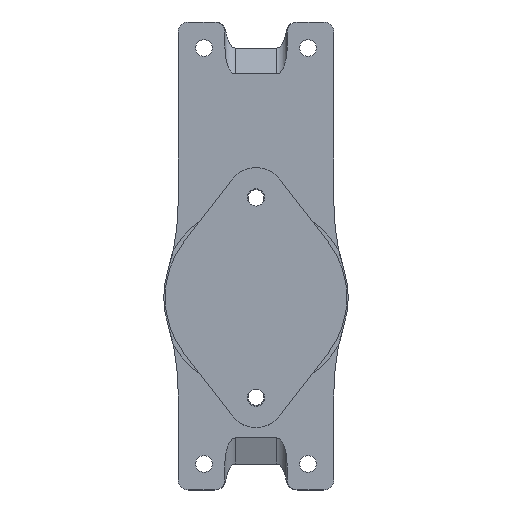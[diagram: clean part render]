
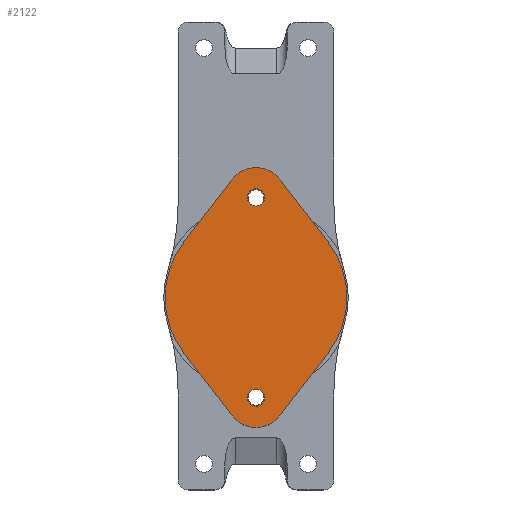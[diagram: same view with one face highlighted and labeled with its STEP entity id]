
A CAD part, top view. The second image highlights one B-rep face of the part: STEP entity #2122.
In plain terms, the highlighted planar face has unit normal (0, 0, 1).
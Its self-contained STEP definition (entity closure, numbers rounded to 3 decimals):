
#136=FACE_BOUND('',#746,.T.);
#137=FACE_BOUND('',#747,.T.);
#285=LINE('',#3770,#444);
#289=LINE('',#3782,#448);
#293=LINE('',#3794,#452);
#297=LINE('',#3806,#456);
#444=VECTOR('',#3014,10.);
#448=VECTOR('',#3026,10.);
#452=VECTOR('',#3038,10.);
#456=VECTOR('',#3050,10.);
#500=PLANE('',#2392);
#614=FACE_OUTER_BOUND('',#745,.T.);
#745=EDGE_LOOP('',(#1988,#1989,#1990,#1991,#1992,#1993,#1994,#1995));
#746=EDGE_LOOP('',(#1996));
#747=EDGE_LOOP('',(#1997));
#866=CIRCLE('',#2372,1.65);
#868=CIRCLE('',#2375,1.65);
#870=CIRCLE('',#2379,5.75);
#872=CIRCLE('',#2383,17.5);
#874=CIRCLE('',#2387,5.75);
#876=CIRCLE('',#2391,17.5);
#1062=VERTEX_POINT('',#3754);
#1064=VERTEX_POINT('',#3760);
#1067=VERTEX_POINT('',#3767);
#1068=VERTEX_POINT('',#3769);
#1070=VERTEX_POINT('',#3775);
#1072=VERTEX_POINT('',#3781);
#1074=VERTEX_POINT('',#3787);
#1076=VERTEX_POINT('',#3793);
#1078=VERTEX_POINT('',#3799);
#1080=VERTEX_POINT('',#3805);
#1362=EDGE_CURVE('',#1062,#1062,#866,.T.);
#1365=EDGE_CURVE('',#1064,#1064,#868,.T.);
#1368=EDGE_CURVE('',#1068,#1067,#285,.T.);
#1371=EDGE_CURVE('',#1070,#1068,#870,.T.);
#1374=EDGE_CURVE('',#1072,#1070,#289,.T.);
#1377=EDGE_CURVE('',#1074,#1072,#872,.T.);
#1380=EDGE_CURVE('',#1076,#1074,#293,.T.);
#1383=EDGE_CURVE('',#1078,#1076,#874,.T.);
#1386=EDGE_CURVE('',#1080,#1078,#297,.T.);
#1389=EDGE_CURVE('',#1067,#1080,#876,.T.);
#1988=ORIENTED_EDGE('',*,*,#1389,.T.);
#1989=ORIENTED_EDGE('',*,*,#1386,.T.);
#1990=ORIENTED_EDGE('',*,*,#1383,.T.);
#1991=ORIENTED_EDGE('',*,*,#1380,.T.);
#1992=ORIENTED_EDGE('',*,*,#1377,.T.);
#1993=ORIENTED_EDGE('',*,*,#1374,.T.);
#1994=ORIENTED_EDGE('',*,*,#1371,.T.);
#1995=ORIENTED_EDGE('',*,*,#1368,.T.);
#1996=ORIENTED_EDGE('',*,*,#1362,.T.);
#1997=ORIENTED_EDGE('',*,*,#1365,.T.);
#2122=ADVANCED_FACE('',(#614,#136,#137),#500,.F.);
#2372=AXIS2_PLACEMENT_3D('',#3756,#3001,#3002);
#2375=AXIS2_PLACEMENT_3D('',#3762,#3008,#3009);
#2379=AXIS2_PLACEMENT_3D('',#3776,#3020,#3021);
#2383=AXIS2_PLACEMENT_3D('',#3788,#3032,#3033);
#2387=AXIS2_PLACEMENT_3D('',#3800,#3044,#3045);
#2391=AXIS2_PLACEMENT_3D('',#3810,#3056,#3057);
#2392=AXIS2_PLACEMENT_3D('',#3811,#3058,#3059);
#3001=DIRECTION('center_axis',(0.,0.,-1.));
#3002=DIRECTION('ref_axis',(-1.,0.,0.));
#3008=DIRECTION('center_axis',(0.,0.,-1.));
#3009=DIRECTION('ref_axis',(-1.,0.,0.));
#3014=DIRECTION('',(-0.61,-0.792,0.));
#3020=DIRECTION('center_axis',(0.,0.,1.));
#3021=DIRECTION('ref_axis',(1.,0.,0.));
#3026=DIRECTION('',(-0.61,0.792,0.));
#3032=DIRECTION('center_axis',(0.,0.,1.));
#3033=DIRECTION('ref_axis',(1.,0.,0.));
#3038=DIRECTION('',(0.61,0.792,0.));
#3044=DIRECTION('center_axis',(0.,0.,1.));
#3045=DIRECTION('ref_axis',(1.,0.,0.));
#3050=DIRECTION('',(0.61,-0.792,0.));
#3056=DIRECTION('center_axis',(0.,0.,1.));
#3057=DIRECTION('ref_axis',(1.,0.,0.));
#3058=DIRECTION('center_axis',(0.,0.,-1.));
#3059=DIRECTION('ref_axis',(1.,0.,0.));
#3754=CARTESIAN_POINT('',(1.65,-27.25,7.322));
#3756=CARTESIAN_POINT('Origin',(0.,-27.25,7.322));
#3760=CARTESIAN_POINT('',(1.65,11.25,7.322));
#3762=CARTESIAN_POINT('Origin',(0.,11.25,7.322));
#3767=CARTESIAN_POINT('',(-13.862,2.682,7.322));
#3769=CARTESIAN_POINT('',(-4.555,14.76,7.322));
#3770=CARTESIAN_POINT('',(-13.862,2.682,7.322));
#3775=CARTESIAN_POINT('',(4.555,14.76,7.322));
#3776=CARTESIAN_POINT('Origin',(0.,11.25,7.322));
#3781=CARTESIAN_POINT('',(13.862,2.682,7.322));
#3782=CARTESIAN_POINT('',(4.555,14.76,7.322));
#3787=CARTESIAN_POINT('',(13.862,-18.682,7.322));
#3788=CARTESIAN_POINT('Origin',(0.,-8.,7.322));
#3793=CARTESIAN_POINT('',(4.555,-30.76,7.322));
#3794=CARTESIAN_POINT('',(4.555,-30.76,7.322));
#3799=CARTESIAN_POINT('',(-4.555,-30.76,7.322));
#3800=CARTESIAN_POINT('Origin',(0.,-27.25,7.322));
#3805=CARTESIAN_POINT('',(-13.862,-18.682,7.322));
#3806=CARTESIAN_POINT('',(-13.862,-18.682,7.322));
#3810=CARTESIAN_POINT('Origin',(0.,-8.,7.322));
#3811=CARTESIAN_POINT('Origin',(0.,-8.,7.322));
